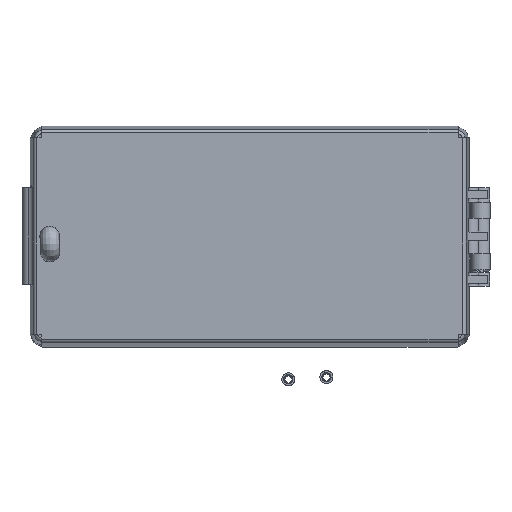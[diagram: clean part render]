
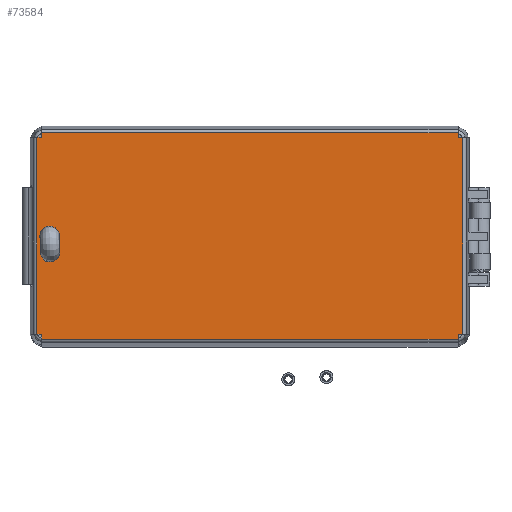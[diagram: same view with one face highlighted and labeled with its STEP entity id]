
A CAD part, top view. The second image highlights one B-rep face of the part: STEP entity #73584.
In plain terms, the highlighted planar face has unit normal (0, 0, 1).
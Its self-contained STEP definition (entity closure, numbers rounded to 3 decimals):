
#4189=FACE_BOUND('',#14698,.T.);
#6160=PLANE('',#78808);
#10230=FACE_OUTER_BOUND('',#14697,.T.);
#14697=EDGE_LOOP('',(#68213,#68214,#68215,#68216,#68217,#68218,#68219,#68220,
#68221,#68222,#68223,#68224));
#14698=EDGE_LOOP('',(#68225,#68226,#68227,#68228));
#20842=LINE('',#131624,#27161);
#20848=LINE('',#131636,#27167);
#20856=LINE('',#131650,#27175);
#21031=LINE('',#132154,#27350);
#21032=LINE('',#132157,#27351);
#21036=LINE('',#132179,#27355);
#21037=LINE('',#132181,#27356);
#21038=LINE('',#132183,#27357);
#21039=LINE('',#132185,#27358);
#21040=LINE('',#132187,#27359);
#21041=LINE('',#132189,#27360);
#21042=LINE('',#132191,#27361);
#21043=LINE('',#132193,#27362);
#21044=LINE('',#132195,#27363);
#21045=LINE('',#132196,#27364);
#27161=VECTOR('',#94422,5.057);
#27167=VECTOR('',#94430,2.55);
#27175=VECTOR('',#94446,5.057);
#27350=VECTOR('',#94903,129.);
#27351=VECTOR('',#94906,1.482);
#27355=VECTOR('',#94912,1.482);
#27356=VECTOR('',#94913,1.482);
#27357=VECTOR('',#94914,61.);
#27358=VECTOR('',#94915,1.482);
#27359=VECTOR('',#94916,1.482);
#27360=VECTOR('',#94917,129.);
#27361=VECTOR('',#94918,1.482);
#27362=VECTOR('',#94919,1.482);
#27363=VECTOR('',#94920,61.);
#27364=VECTOR('',#94921,1.482);
#29336=CIRCLE('',#78657,3.025);
#36142=VERTEX_POINT('',#131608);
#36143=VERTEX_POINT('',#131610);
#36148=VERTEX_POINT('',#131622);
#36153=VERTEX_POINT('',#131634);
#36320=VERTEX_POINT('',#132147);
#36323=VERTEX_POINT('',#132152);
#36324=VERTEX_POINT('',#132156);
#36328=VERTEX_POINT('',#132178);
#36329=VERTEX_POINT('',#132180);
#36330=VERTEX_POINT('',#132182);
#36331=VERTEX_POINT('',#132184);
#36332=VERTEX_POINT('',#132186);
#36333=VERTEX_POINT('',#132188);
#36334=VERTEX_POINT('',#132190);
#36335=VERTEX_POINT('',#132192);
#36336=VERTEX_POINT('',#132194);
#46730=EDGE_CURVE('',#36143,#36142,#29336,.T.);
#46737=EDGE_CURVE('',#36142,#36148,#20842,.T.);
#46743=EDGE_CURVE('',#36148,#36153,#20848,.T.);
#46751=EDGE_CURVE('',#36153,#36143,#20856,.T.);
#46993=EDGE_CURVE('',#36323,#36320,#21031,.T.);
#46994=EDGE_CURVE('',#36324,#36320,#21032,.T.);
#47000=EDGE_CURVE('',#36323,#36328,#21036,.T.);
#47001=EDGE_CURVE('',#36328,#36329,#21037,.T.);
#47002=EDGE_CURVE('',#36330,#36329,#21038,.T.);
#47003=EDGE_CURVE('',#36330,#36331,#21039,.T.);
#47004=EDGE_CURVE('',#36331,#36332,#21040,.T.);
#47005=EDGE_CURVE('',#36333,#36332,#21041,.T.);
#47006=EDGE_CURVE('',#36333,#36334,#21042,.T.);
#47007=EDGE_CURVE('',#36334,#36335,#21043,.T.);
#47008=EDGE_CURVE('',#36336,#36335,#21044,.T.);
#47009=EDGE_CURVE('',#36336,#36324,#21045,.T.);
#68213=ORIENTED_EDGE('',*,*,#46993,.F.);
#68214=ORIENTED_EDGE('',*,*,#47000,.T.);
#68215=ORIENTED_EDGE('',*,*,#47001,.T.);
#68216=ORIENTED_EDGE('',*,*,#47002,.F.);
#68217=ORIENTED_EDGE('',*,*,#47003,.T.);
#68218=ORIENTED_EDGE('',*,*,#47004,.T.);
#68219=ORIENTED_EDGE('',*,*,#47005,.F.);
#68220=ORIENTED_EDGE('',*,*,#47006,.T.);
#68221=ORIENTED_EDGE('',*,*,#47007,.T.);
#68222=ORIENTED_EDGE('',*,*,#47008,.F.);
#68223=ORIENTED_EDGE('',*,*,#47009,.T.);
#68224=ORIENTED_EDGE('',*,*,#46994,.T.);
#68225=ORIENTED_EDGE('',*,*,#46730,.T.);
#68226=ORIENTED_EDGE('',*,*,#46737,.T.);
#68227=ORIENTED_EDGE('',*,*,#46743,.T.);
#68228=ORIENTED_EDGE('',*,*,#46751,.T.);
#73584=ADVANCED_FACE('',(#10230,#4189),#6160,.T.);
#78657=AXIS2_PLACEMENT_3D('',#131611,#94410,#94411);
#78808=AXIS2_PLACEMENT_3D('',#132177,#94910,#94911);
#94410=DIRECTION('center_axis',(0.,0.,-1.));
#94411=DIRECTION('ref_axis',(1.,0.,0.));
#94422=DIRECTION('',(0.,-1.,0.));
#94430=DIRECTION('',(-1.,0.,0.));
#94446=DIRECTION('',(0.,1.,0.));
#94903=DIRECTION('',(-1.,0.,0.));
#94906=DIRECTION('',(0.,-1.,0.));
#94910=DIRECTION('center_axis',(0.,0.,1.));
#94911=DIRECTION('ref_axis',(1.,0.,0.));
#94912=DIRECTION('',(0.,1.,0.));
#94913=DIRECTION('',(1.,0.,0.));
#94914=DIRECTION('',(0.,-1.,0.));
#94915=DIRECTION('',(-1.,0.,0.));
#94916=DIRECTION('',(0.,1.,0.));
#94917=DIRECTION('',(1.,0.,0.));
#94918=DIRECTION('',(0.,-1.,0.));
#94919=DIRECTION('',(-1.,0.,0.));
#94920=DIRECTION('',(0.,1.,0.));
#94921=DIRECTION('',(1.,0.,0.));
#131608=CARTESIAN_POINT('',(-60.725,-2.743,10.5));
#131610=CARTESIAN_POINT('',(-63.275,-2.743,10.5));
#131611=CARTESIAN_POINT('Origin',(-62.,0.,10.5));
#131622=CARTESIAN_POINT('',(-60.725,-7.8,10.5));
#131624=CARTESIAN_POINT('',(-60.725,-2.743,10.5));
#131634=CARTESIAN_POINT('',(-63.275,-7.8,10.5));
#131636=CARTESIAN_POINT('',(-60.725,-7.8,10.5));
#131650=CARTESIAN_POINT('',(-63.275,-7.8,10.5));
#132147=CARTESIAN_POINT('',(-64.5,-31.982,10.5));
#132152=CARTESIAN_POINT('',(64.5,-31.982,10.5));
#132154=CARTESIAN_POINT('',(64.5,-31.982,10.5));
#132156=CARTESIAN_POINT('',(-64.5,-30.5,10.5));
#132157=CARTESIAN_POINT('',(-64.5,-30.5,10.5));
#132177=CARTESIAN_POINT('Origin',(0.,0.,10.5));
#132178=CARTESIAN_POINT('',(64.5,-30.5,10.5));
#132179=CARTESIAN_POINT('',(64.5,-31.982,10.5));
#132180=CARTESIAN_POINT('',(65.982,-30.5,10.5));
#132181=CARTESIAN_POINT('',(64.5,-30.5,10.5));
#132182=CARTESIAN_POINT('',(65.982,30.5,10.5));
#132183=CARTESIAN_POINT('',(65.982,30.5,10.5));
#132184=CARTESIAN_POINT('',(64.5,30.5,10.5));
#132185=CARTESIAN_POINT('',(65.982,30.5,10.5));
#132186=CARTESIAN_POINT('',(64.5,31.982,10.5));
#132187=CARTESIAN_POINT('',(64.5,30.5,10.5));
#132188=CARTESIAN_POINT('',(-64.5,31.982,10.5));
#132189=CARTESIAN_POINT('',(-64.5,31.982,10.5));
#132190=CARTESIAN_POINT('',(-64.5,30.5,10.5));
#132191=CARTESIAN_POINT('',(-64.5,31.982,10.5));
#132192=CARTESIAN_POINT('',(-65.982,30.5,10.5));
#132193=CARTESIAN_POINT('',(-64.5,30.5,10.5));
#132194=CARTESIAN_POINT('',(-65.982,-30.5,10.5));
#132195=CARTESIAN_POINT('',(-65.982,-30.5,10.5));
#132196=CARTESIAN_POINT('',(-65.982,-30.5,10.5));
